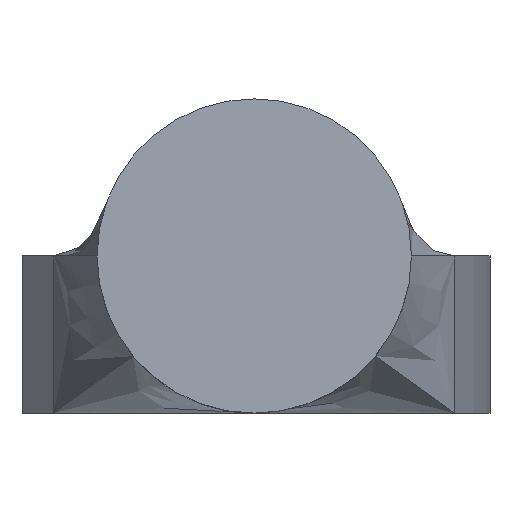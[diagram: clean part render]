
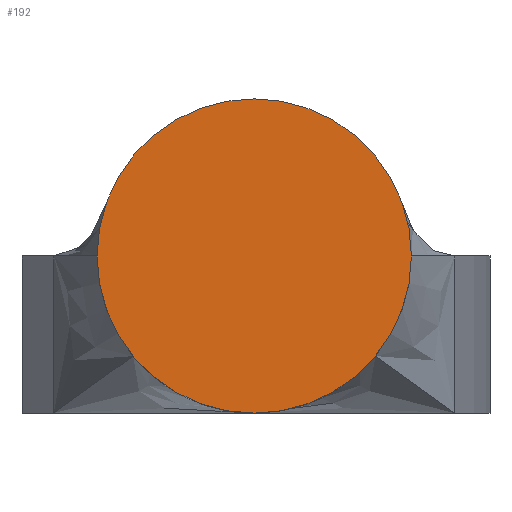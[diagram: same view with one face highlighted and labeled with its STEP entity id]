
A CAD part, front view. The second image highlights one B-rep face of the part: STEP entity #192.
In plain terms, the highlighted planar face has unit normal (0, -1, 0).
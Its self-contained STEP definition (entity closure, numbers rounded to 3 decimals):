
#98 = DIRECTION ( 'NONE',  ( 0., 0., 1. ) ) ;
#146 = VERTEX_POINT ( 'NONE', #246 ) ;
#153 = DIRECTION ( 'NONE',  ( 0., 0., 1. ) ) ;
#163 = DIRECTION ( 'NONE',  ( 0., -1., 0. ) ) ;
#166 = ORIENTED_EDGE ( 'NONE', *, *, #518, .T. ) ;
#191 = CIRCLE ( 'NONE', #439, 4. ) ;
#192 = ADVANCED_FACE ( 'NONE', ( #577 ), #466, .F. ) ;
#220 = DIRECTION ( 'NONE',  ( 0., -1., 0. ) ) ;
#233 = CARTESIAN_POINT ( 'NONE',  ( 0., -1000., 0. ) ) ;
#241 = CIRCLE ( 'NONE', #251, 4. ) ;
#246 = CARTESIAN_POINT ( 'NONE',  ( 0., -1000., 4. ) ) ;
#251 = AXIS2_PLACEMENT_3D ( 'NONE', #233, #163, #98 ) ;
#259 = DIRECTION ( 'NONE',  ( 0., 0., 1. ) ) ;
#275 = VERTEX_POINT ( 'NONE', #497 ) ;
#287 = CARTESIAN_POINT ( 'NONE',  ( 0., -1000., 0. ) ) ;
#288 = ORIENTED_EDGE ( 'NONE', *, *, #329, .T. ) ;
#325 = DIRECTION ( 'NONE',  ( 0., 1., 0. ) ) ;
#329 = EDGE_CURVE ( 'NONE', #146, #275, #191, .T. ) ;
#391 = CARTESIAN_POINT ( 'NONE',  ( 0., -1000., 0. ) ) ;
#439 = AXIS2_PLACEMENT_3D ( 'NONE', #287, #220, #153 ) ;
#466 = PLANE ( 'NONE',  #631 ) ;
#497 = CARTESIAN_POINT ( 'NONE',  ( 0., -1000., -4. ) ) ;
#518 = EDGE_CURVE ( 'NONE', #275, #146, #241, .T. ) ;
#522 = EDGE_LOOP ( 'NONE', ( #288, #166 ) ) ;
#577 = FACE_OUTER_BOUND ( 'NONE', #522, .T. ) ;
#631 = AXIS2_PLACEMENT_3D ( 'NONE', #391, #325, #259 ) ;
